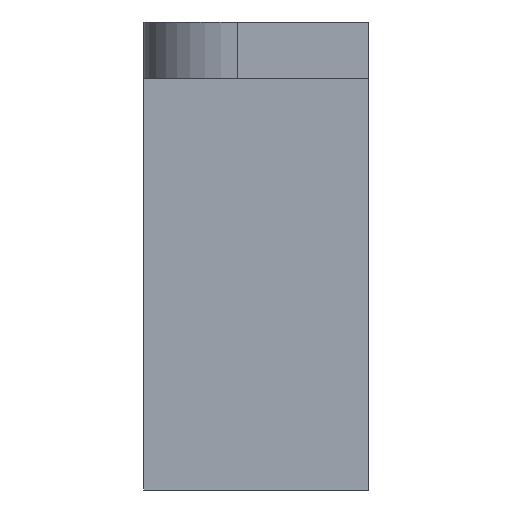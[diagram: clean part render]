
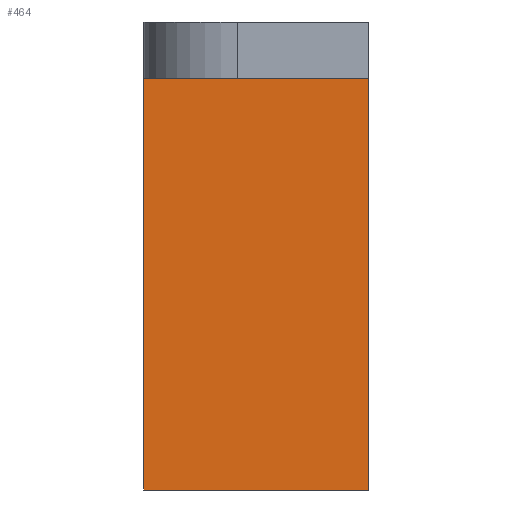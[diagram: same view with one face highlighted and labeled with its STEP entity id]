
A CAD part, front view. The second image highlights one B-rep face of the part: STEP entity #464.
In plain terms, the highlighted planar face has unit normal (0, -1, 0).
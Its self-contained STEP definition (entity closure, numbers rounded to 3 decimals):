
#35=PLANE('',#520);
#59=FACE_OUTER_BOUND('',#89,.T.);
#89=EDGE_LOOP('',(#423,#424,#425,#426));
#109=LINE('',#695,#154);
#128=LINE('',#750,#173);
#133=LINE('',#770,#178);
#138=LINE('',#787,#183);
#154=VECTOR('',#559,10.);
#173=VECTOR('',#602,10.);
#178=VECTOR('',#627,10.);
#183=VECTOR('',#650,10.);
#213=VERTEX_POINT('',#692);
#214=VERTEX_POINT('',#694);
#231=VERTEX_POINT('',#747);
#232=VERTEX_POINT('',#749);
#260=EDGE_CURVE('',#213,#214,#109,.T.);
#286=EDGE_CURVE('',#232,#231,#128,.T.);
#296=EDGE_CURVE('',#231,#214,#133,.T.);
#304=EDGE_CURVE('',#232,#213,#138,.T.);
#423=ORIENTED_EDGE('',*,*,#296,.T.);
#424=ORIENTED_EDGE('',*,*,#260,.F.);
#425=ORIENTED_EDGE('',*,*,#304,.F.);
#426=ORIENTED_EDGE('',*,*,#286,.T.);
#464=ADVANCED_FACE('',(#59),#35,.T.);
#520=AXIS2_PLACEMENT_3D('',#786,#648,#649);
#559=DIRECTION('',(0.,0.,1.));
#602=DIRECTION('',(0.,0.,1.));
#627=DIRECTION('',(-1.,0.,0.));
#648=DIRECTION('center_axis',(0.,-1.,0.));
#649=DIRECTION('ref_axis',(-1.,0.,0.));
#650=DIRECTION('',(-1.,0.,0.));
#692=CARTESIAN_POINT('',(-6.,12.,-22.));
#694=CARTESIAN_POINT('',(-6.,12.,0.));
#695=CARTESIAN_POINT('',(-6.,12.,0.));
#747=CARTESIAN_POINT('',(6.,12.,0.));
#749=CARTESIAN_POINT('',(6.,12.,-22.));
#750=CARTESIAN_POINT('',(6.,12.,0.));
#770=CARTESIAN_POINT('',(0.,12.,0.));
#786=CARTESIAN_POINT('Origin',(6.,12.,0.));
#787=CARTESIAN_POINT('',(-6.,12.,-22.));
